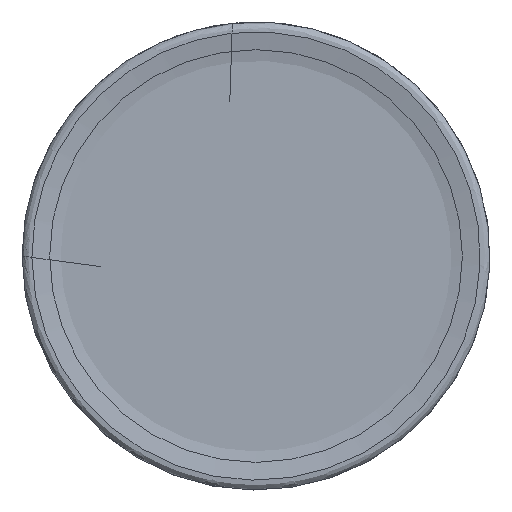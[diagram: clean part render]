
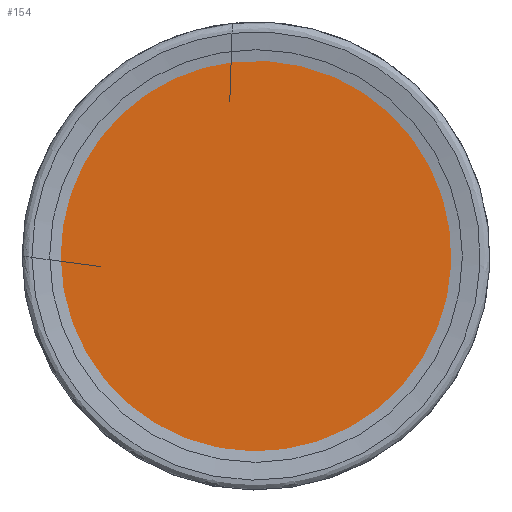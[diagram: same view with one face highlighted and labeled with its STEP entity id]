
A CAD part, left-side view. The second image highlights one B-rep face of the part: STEP entity #154.
In plain terms, the highlighted planar face has unit normal (-1, 0, 0).
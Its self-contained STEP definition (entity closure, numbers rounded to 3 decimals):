
#108=FACE_OUTER_BOUND('',#230,.T.);
#139=PLANE('',#601);
#154=ADVANCED_FACE('',(#108),#139,.F.);
#230=EDGE_LOOP('',(#284));
#284=ORIENTED_EDGE('',*,*,#467,.T.);
#420=VERTEX_POINT('',#838);
#467=EDGE_CURVE('',#420,#420,#538,.T.);
#538=CIRCLE('',#599,9.7);
#599=AXIS2_PLACEMENT_3D('',#837,#683,#684);
#601=AXIS2_PLACEMENT_3D('',#840,#687,#688);
#683=DIRECTION('',(-1.,0.,0.));
#684=DIRECTION('',(0.,0.,1.));
#687=DIRECTION('',(1.,0.,0.));
#688=DIRECTION('',(0.,0.,-1.));
#837=CARTESIAN_POINT('',(0.25,0.,0.));
#838=CARTESIAN_POINT('',(0.25,0.,9.7));
#840=CARTESIAN_POINT('',(0.25,0.,0.));
